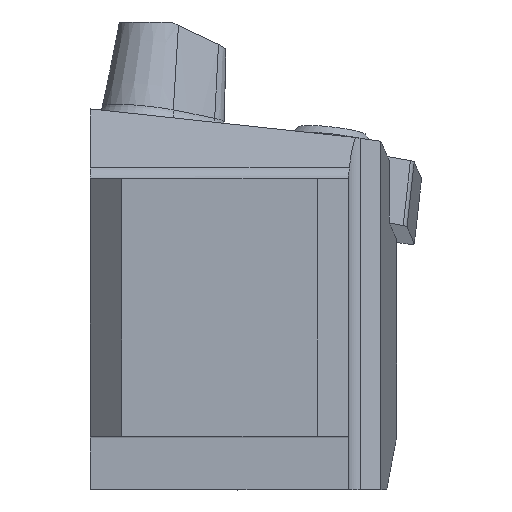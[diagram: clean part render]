
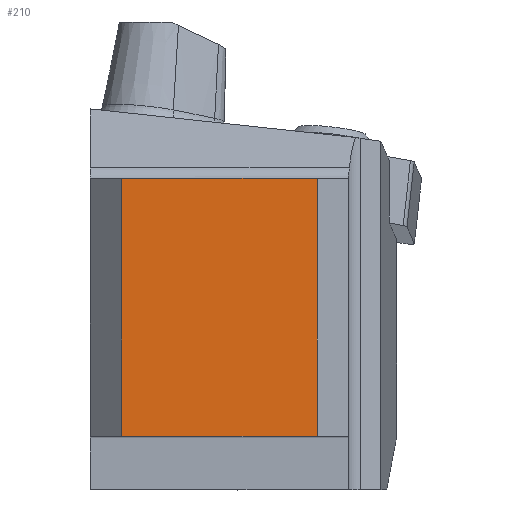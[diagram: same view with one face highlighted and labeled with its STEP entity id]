
A CAD part, top view. The second image highlights one B-rep face of the part: STEP entity #210.
In plain terms, the highlighted planar face has unit normal (0, 0, 1).
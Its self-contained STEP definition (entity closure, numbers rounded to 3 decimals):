
#210=ADVANCED_FACE('CU_BACK_SU1',(#325),#278,.F.);
#278=PLANE('',#1518);
#325=FACE_OUTER_BOUND('',#393,.T.);
#393=EDGE_LOOP('',(#593,#594,#595,#596));
#593=ORIENTED_EDGE('',*,*,#1089,.F.);
#594=ORIENTED_EDGE('',*,*,#1090,.F.);
#595=ORIENTED_EDGE('',*,*,#1091,.T.);
#596=ORIENTED_EDGE('',*,*,#1075,.T.);
#932=VERTEX_POINT('',#2226);
#933=VERTEX_POINT('',#2228);
#943=VERTEX_POINT('',#2259);
#944=VERTEX_POINT('',#2261);
#1075=EDGE_CURVE('',#933,#932,#1236,.T.);
#1089=EDGE_CURVE('',#943,#932,#1246,.T.);
#1090=EDGE_CURVE('',#944,#943,#1247,.T.);
#1091=EDGE_CURVE('',#944,#933,#1248,.T.);
#1236=LINE('',#2227,#1347);
#1246=LINE('',#2258,#1357);
#1247=LINE('',#2260,#1358);
#1248=LINE('',#2262,#1359);
#1347=VECTOR('',#1727,1.);
#1357=VECTOR('',#1747,1.);
#1358=VECTOR('',#1748,1.);
#1359=VECTOR('',#1749,1.);
#1518=AXIS2_PLACEMENT_3D('',#2263,#1750,#1751);
#1727=DIRECTION('',(1.,0.,0.));
#1747=DIRECTION('',(0.,-1.,0.));
#1748=DIRECTION('',(1.,0.,0.));
#1749=DIRECTION('',(0.,-1.,0.));
#1750=DIRECTION('',(0.,0.,-1.));
#1751=DIRECTION('',(1.,0.,0.));
#2226=CARTESIAN_POINT('',(21.925,0.,0.));
#2227=CARTESIAN_POINT('',(110.,0.,0.));
#2228=CARTESIAN_POINT('',(3.,0.,0.));
#2258=CARTESIAN_POINT('',(21.925,0.,0.));
#2259=CARTESIAN_POINT('',(21.925,24.925,0.));
#2260=CARTESIAN_POINT('',(110.,24.925,0.));
#2261=CARTESIAN_POINT('',(3.,24.925,0.));
#2262=CARTESIAN_POINT('',(3.,0.,0.));
#2263=CARTESIAN_POINT('',(-28.746,49.925,0.));
